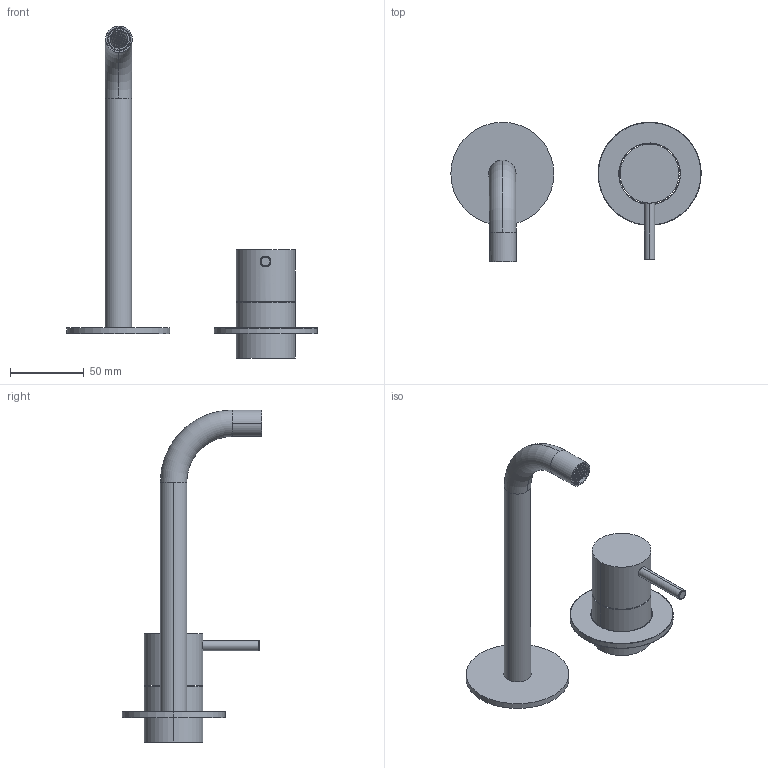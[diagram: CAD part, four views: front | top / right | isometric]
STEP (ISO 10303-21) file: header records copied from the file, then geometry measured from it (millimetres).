
FILE_DESCRIPTION (( 'STEP AP214' ), '1' );
FILE_NAME ('Monocomando Lavatório encastrar Bica 90º EC.STEP', '2022-11-14T10:34:11', ( 'Solid' ), ( '' ), 'SwSTEP 2.0', 'SolidWorks 2019', '' );
FILE_SCHEMA (( 'AUTOMOTIVE_DESIGN' ));
Length unit declared in the file: millimetre
Products named in the file (2): A-LP22; Monocomando Lavatório encastrar Bica 90º EC
Assembly tree (1 placements, depth 2):
  Monocomando Lavatório encastrar Bica 90º EC
    A-LP22
Bounding box: 170 x 95.06 x 225.5 mm (x, y, z)
Surface area: 55124.3 mm2 (no closed solid volume)
Topology: 0 solids, 7 shells, 242 faces, 774 edges, 543 vertices
Faces by surface type: plane 170, cylinder 52, cone 10, bspline 8, torus 2
Entity records: 11534 total; most frequent: CARTESIAN_POINT 1993, DIRECTION 1415, ORIENTED_EDGE 1234, EDGE_CURVE 774, VECTOR 589, LINE 589, VERTEX_POINT 543, AXIS2_PLACEMENT_3D 413
